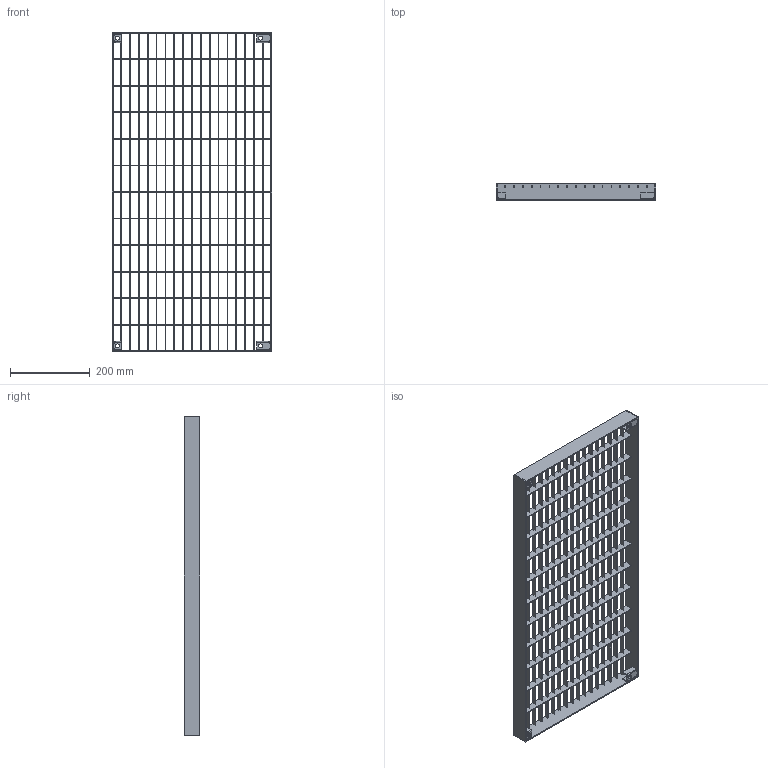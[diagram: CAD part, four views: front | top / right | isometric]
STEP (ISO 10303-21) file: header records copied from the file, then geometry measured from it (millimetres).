
FILE_DESCRIPTION (( 'STEP AP203' ), '1' );
FILE_NAME ('13013408G_Trinrist_400x800_20x60_20x2_mm_.STEP', '2015-01-06T06:07:51', ( '' ), ( '' ), 'SwSTEP 2.0', 'SolidWorks 2013', '' );
FILE_SCHEMA (( 'CONFIG_CONTROL_DESIGN' ));
Length unit declared in the file: millimetre
Products named in the file (7): 13013408G_Benbeslag_lang_model; 13013408G_Trinrist_400x800_20x60_20x2_mm_; 13013408G_Ribbe_20x2x394_mm_; 13013408G_Tvaerstav_20x2x794_mm_; 13013408G_Kantstaal_40x3x394_mm_; 13013408G_Kantstaal_40x3x800_mm_; 13013408G_Benbeslag_kort_model
Assembly tree (36 placements, depth 2):
  13013408G_Trinrist_400x800_20x60_20x2_mm_
    13013408G_Ribbe_20x2x394_mm_  x11
    13013408G_Tvaerstav_20x2x794_mm_  x17
    13013408G_Kantstaal_40x3x394_mm_  x2
    13013408G_Kantstaal_40x3x800_mm_  x2
    13013408G_Benbeslag_kort_model  x2
    13013408G_Benbeslag_lang_model  x2
Bounding box: 400 x 40 x 800 mm (x, y, z)
Volume: 732526.7 mm3; surface area: 734238.5 mm2
Topology: 36 solids, 36 shells, 1048 faces, 2864 edges, 1888 vertices
Faces by surface type: plane 1004, cylinder 36, bspline 8
Full cylindrical faces by diameter (mm): 10 x4
Entity records: 6209 total; most frequent: CARTESIAN_POINT 1057, DIRECTION 742, ORIENTED_EDGE 736, EDGE_CURVE 368, VECTOR 324, LINE 324, VERTEX_POINT 236, AXIS2_PLACEMENT_3D 209
